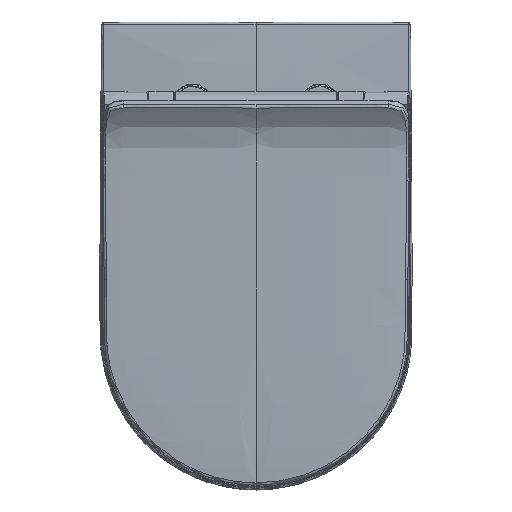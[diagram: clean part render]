
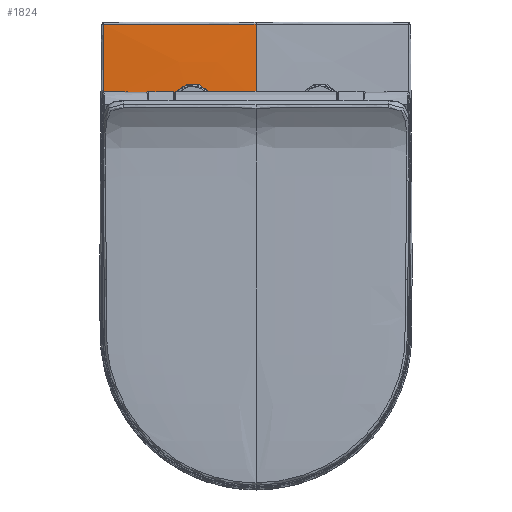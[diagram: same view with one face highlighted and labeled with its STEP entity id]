
A CAD part, top view. The second image highlights one B-rep face of the part: STEP entity #1824.
In plain terms, the highlighted free-form (B-spline) face has degree [3, 3] with [6, 6] control points.
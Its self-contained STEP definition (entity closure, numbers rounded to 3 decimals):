
#229=B_SPLINE_SURFACE_WITH_KNOTS('',3,3,((#97324,#97325,#97326,#97327,#97328,
#97329),(#97330,#97331,#97332,#97333,#97334,#97335),(#97336,#97337,#97338,
#97339,#97340,#97341),(#97342,#97343,#97344,#97345,#97346,#97347),(#97348,
#97349,#97350,#97351,#97352,#97353),(#97354,#97355,#97356,#97357,#97358,
#97359)),.UNSPECIFIED.,.F.,.F.,.F.,(4,1,1,4),(4,1,1,4),(0.,46.968,
92.162,181.042),(0.,44.792,91.183,
92.418),.UNSPECIFIED.);
#1824=ADVANCED_FACE('',(#3373),#229,.T.);
#3373=FACE_OUTER_BOUND('',#4972,.T.);
#4972=EDGE_LOOP('',(#12026,#12027,#12028,#12029,#12030,#12031,#12032,#12033));
#12026=ORIENTED_EDGE('',*,*,#16367,.F.);
#12027=ORIENTED_EDGE('',*,*,#16366,.F.);
#12028=ORIENTED_EDGE('',*,*,#16369,.F.);
#12029=ORIENTED_EDGE('',*,*,#16359,.T.);
#12030=ORIENTED_EDGE('',*,*,#16371,.T.);
#12031=ORIENTED_EDGE('',*,*,#16370,.F.);
#12032=ORIENTED_EDGE('',*,*,#16015,.F.);
#12033=ORIENTED_EDGE('',*,*,#16014,.F.);
#16014=EDGE_CURVE('',#22668,#22670,#19142,.T.);
#16015=EDGE_CURVE('',#22670,#22666,#19143,.T.);
#16359=EDGE_CURVE('',#22900,#22899,#19413,.T.);
#16366=EDGE_CURVE('',#22901,#22903,#19418,.T.);
#16367=EDGE_CURVE('',#22903,#22668,#19419,.T.);
#16369=EDGE_CURVE('',#22900,#22901,#19420,.T.);
#16370=EDGE_CURVE('',#22666,#22902,#19421,.T.);
#16371=EDGE_CURVE('',#22899,#22902,#19422,.T.);
#19142=B_SPLINE_CURVE_WITH_KNOTS('',3,(#113688,#113689,#113690,#113691,
#113692),.UNSPECIFIED.,.F.,.F.,(4,1,4),(0.,43.565,45.676),
 .UNSPECIFIED.);
#19143=B_SPLINE_CURVE_WITH_KNOTS('',3,(#113693,#113694,#113695,#113696),
 .UNSPECIFIED.,.F.,.F.,(4,4),(0.,44.274),.UNSPECIFIED.);
#19413=B_SPLINE_CURVE_WITH_KNOTS('',3,(#116260,#116261,#116262,#116263,
#116264,#116265,#116266),.UNSPECIFIED.,.F.,.F.,(4,1,1,1,4),(-10.625,
-7.968,-5.312,-2.656,0.),.UNSPECIFIED.);
#19418=B_SPLINE_CURVE_WITH_KNOTS('',3,(#116307,#116308,#116309,#116310,
#116311,#116312,#116313),.UNSPECIFIED.,.F.,.F.,(4,1,1,1,4),(0.,22.429,
44.858,67.288,89.717),.UNSPECIFIED.);
#19419=B_SPLINE_CURVE_WITH_KNOTS('',3,(#116314,#116315,#116316,#116317,
#116318,#116319),.UNSPECIFIED.,.F.,.F.,(4,1,1,4),(0.,58.963,117.925,
176.888),.UNSPECIFIED.);
#19420=B_SPLINE_CURVE_WITH_KNOTS('',3,(#116323,#116324,#116325,#116326,
#116327),.UNSPECIFIED.,.F.,.F.,(4,1,4),(-100.076,-87.095,
0.),.UNSPECIFIED.);
#19421=B_SPLINE_CURVE_WITH_KNOTS('',3,(#116328,#116329,#116330,#116331,
#116332),.UNSPECIFIED.,.F.,.F.,(4,1,4),(-62.621,-17.428,
0.),.UNSPECIFIED.);
#19422=B_SPLINE_CURVE_WITH_KNOTS('',3,(#116333,#116334,#116335,#116336,
#116337,#116338,#116339),.UNSPECIFIED.,.F.,.F.,(4,1,1,1,4),(-10.622,
-7.966,-5.311,-2.655,0.),.UNSPECIFIED.);
#22666=VERTEX_POINT('',#111575);
#22668=VERTEX_POINT('',#111577);
#22670=VERTEX_POINT('',#111579);
#22899=VERTEX_POINT('',#111808);
#22900=VERTEX_POINT('',#111809);
#22901=VERTEX_POINT('',#111810);
#22902=VERTEX_POINT('',#111811);
#22903=VERTEX_POINT('',#111812);
#97324=CARTESIAN_POINT('',(1.769,-1.595,401.4));
#97325=CARTESIAN_POINT('',(1.77,-16.488,402.284));
#97326=CARTESIAN_POINT('',(1.772,-46.894,403.334));
#97327=CARTESIAN_POINT('',(1.774,-77.668,404.345));
#97328=CARTESIAN_POINT('',(1.775,-93.532,404.838));
#97329=CARTESIAN_POINT('',(1.775,-93.944,404.851));
#97330=CARTESIAN_POINT('',(-13.841,-1.595,401.402));
#97331=CARTESIAN_POINT('',(-13.85,-16.49,402.288));
#97332=CARTESIAN_POINT('',(-13.864,-46.894,403.34));
#97333=CARTESIAN_POINT('',(-13.88,-77.668,404.356));
#97334=CARTESIAN_POINT('',(-13.89,-93.532,404.852));
#97335=CARTESIAN_POINT('',(-13.89,-93.944,404.865));
#97336=CARTESIAN_POINT('',(-44.472,-1.596,401.338));
#97337=CARTESIAN_POINT('',(-44.49,-16.494,402.196));
#97338=CARTESIAN_POINT('',(-44.52,-46.894,403.193));
#97339=CARTESIAN_POINT('',(-44.56,-77.667,404.091));
#97340=CARTESIAN_POINT('',(-44.589,-93.532,404.51));
#97341=CARTESIAN_POINT('',(-44.59,-93.944,404.521));
#97342=CARTESIAN_POINT('',(-104.642,-1.597,400.929));
#97343=CARTESIAN_POINT('',(-104.693,-16.502,401.473));
#97344=CARTESIAN_POINT('',(-104.778,-46.892,402.05));
#97345=CARTESIAN_POINT('',(-104.879,-77.667,402.604));
#97346=CARTESIAN_POINT('',(-104.951,-93.532,402.871));
#97347=CARTESIAN_POINT('',(-104.953,-93.944,402.878));
#97348=CARTESIAN_POINT('',(-149.198,-1.597,400.351));
#97349=CARTESIAN_POINT('',(-149.234,-16.511,400.667));
#97350=CARTESIAN_POINT('',(-149.292,-46.888,401.024));
#97351=CARTESIAN_POINT('',(-149.4,-77.667,401.306));
#97352=CARTESIAN_POINT('',(-149.49,-93.532,401.425));
#97353=CARTESIAN_POINT('',(-149.493,-93.944,401.428));
#97354=CARTESIAN_POINT('',(-178.74,-1.598,399.83));
#97355=CARTESIAN_POINT('',(-178.805,-16.517,399.846));
#97356=CARTESIAN_POINT('',(-178.912,-46.886,399.863));
#97357=CARTESIAN_POINT('',(-179.062,-77.667,399.877));
#97358=CARTESIAN_POINT('',(-179.176,-93.533,399.883));
#97359=CARTESIAN_POINT('',(-179.179,-93.944,399.883));
#111575=CARTESIAN_POINT('',(0.,-92.71,404.813));
#111577=CARTESIAN_POINT('',(0.,-2.826,401.472));
#111579=CARTESIAN_POINT('',(0.,-48.46,403.374));
#111808=CARTESIAN_POINT('',(-70.,-86.5,403.645));
#111809=CARTESIAN_POINT('',(-77.389,-92.715,403.59));
#111810=CARTESIAN_POINT('',(-177.396,-92.708,399.97));
#111811=CARTESIAN_POINT('',(-62.612,-92.709,403.971));
#111812=CARTESIAN_POINT('',(-176.877,-2.993,399.866));
#113688=CARTESIAN_POINT('',(0.,-2.826,401.472));
#113689=CARTESIAN_POINT('',(0.,-17.311,402.312));
#113690=CARTESIAN_POINT('',(0.,-32.539,402.838));
#113691=CARTESIAN_POINT('',(0.,-47.756,403.351));
#113692=CARTESIAN_POINT('',(0.,-48.46,403.374));
#113693=CARTESIAN_POINT('',(0.,-48.46,403.374));
#113694=CARTESIAN_POINT('',(0.,-63.214,403.871));
#113695=CARTESIAN_POINT('',(0.,-77.959,404.354));
#113696=CARTESIAN_POINT('',(0.,-92.71,404.813));
#116260=CARTESIAN_POINT('',(-77.389,-92.715,403.59));
#116261=CARTESIAN_POINT('',(-77.238,-91.84,403.575));
#116262=CARTESIAN_POINT('',(-76.622,-90.169,403.556));
#116263=CARTESIAN_POINT('',(-74.936,-88.15,403.557));
#116264=CARTESIAN_POINT('',(-72.609,-86.802,403.587));
#116265=CARTESIAN_POINT('',(-70.868,-86.5,403.624));
#116266=CARTESIAN_POINT('',(-70.,-86.5,403.645));
#116307=CARTESIAN_POINT('',(-177.396,-92.708,399.97));
#116308=CARTESIAN_POINT('',(-177.336,-84.598,399.963));
#116309=CARTESIAN_POINT('',(-177.246,-68.695,399.955));
#116310=CARTESIAN_POINT('',(-177.125,-45.84,399.93));
#116311=CARTESIAN_POINT('',(-177.009,-23.839,399.905));
#116312=CARTESIAN_POINT('',(-176.923,-9.836,399.881));
#116313=CARTESIAN_POINT('',(-176.877,-2.993,399.866));
#116314=CARTESIAN_POINT('',(-176.877,-2.993,399.866));
#116315=CARTESIAN_POINT('',(-159.631,-2.96,400.183));
#116316=CARTESIAN_POINT('',(-123.542,-2.912,400.737));
#116317=CARTESIAN_POINT('',(-64.828,-2.847,401.317));
#116318=CARTESIAN_POINT('',(-22.17,-2.826,401.472));
#116319=CARTESIAN_POINT('',(0.,-2.826,401.472));
#116323=CARTESIAN_POINT('',(-77.389,-92.715,403.59));
#116324=CARTESIAN_POINT('',(-81.715,-92.715,403.472));
#116325=CARTESIAN_POINT('',(-115.058,-92.694,402.529));
#116326=CARTESIAN_POINT('',(-148.309,-92.708,401.453));
#116327=CARTESIAN_POINT('',(-177.396,-92.708,399.97));
#116328=CARTESIAN_POINT('',(0.,-92.71,404.813));
#116329=CARTESIAN_POINT('',(-15.071,-92.71,404.813));
#116330=CARTESIAN_POINT('',(-35.929,-92.705,404.579));
#116331=CARTESIAN_POINT('',(-56.804,-92.709,404.112));
#116332=CARTESIAN_POINT('',(-62.612,-92.709,403.971));
#116333=CARTESIAN_POINT('',(-70.,-86.5,403.645));
#116334=CARTESIAN_POINT('',(-69.134,-86.5,403.667));
#116335=CARTESIAN_POINT('',(-67.398,-86.801,403.717));
#116336=CARTESIAN_POINT('',(-65.083,-88.136,403.804));
#116337=CARTESIAN_POINT('',(-63.389,-90.144,403.893));
#116338=CARTESIAN_POINT('',(-62.766,-91.833,403.946));
#116339=CARTESIAN_POINT('',(-62.612,-92.709,403.971));
